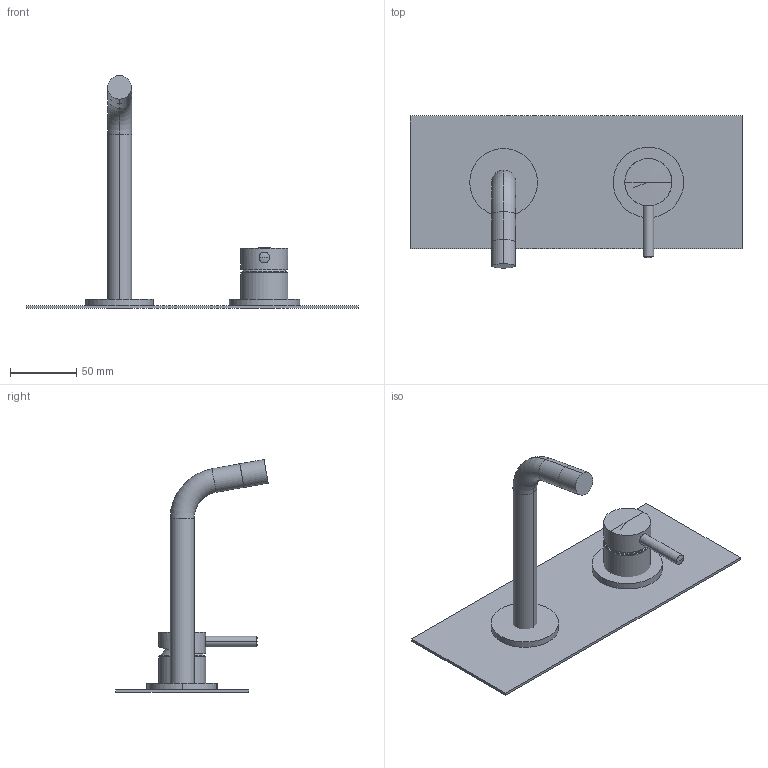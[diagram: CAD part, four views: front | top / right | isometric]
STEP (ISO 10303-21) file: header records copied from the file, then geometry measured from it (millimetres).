
FILE_DESCRIPTION((''),'2;1');
FILE_NAME('LIG101CR-M','2021-01-14T15:02:41',('ut3'),('PAFFONI SpA'),'CREO PARAMETRIC BY PTC INC, 2020044','CREO PARAMETRIC BY PTC INC, 2020044','');
FILE_SCHEMA(('CONFIG_CONTROL_DESIGN','SHAPE_APPEARANCE_LAYERS_GROUPS'));
Length unit declared in the file: millimetre
Products named in the file (1): LIG101CR-M
Bounding box: 250 x 114.78 x 175.38 mm (x, y, z)
Surface area: 81913.9 mm2 (no closed solid volume)
Topology: 0 solids, 10 shells, 55 faces, 128 edges, 82 vertices
Faces by surface type: plane 23, cylinder 20, cone 6, torus 4, sphere 2
Entity records: 2147 total; most frequent: CARTESIAN_POINT 403, DIRECTION 276, ORIENTED_EDGE 222, EDGE_CURVE 124, AXIS2_PLACEMENT_3D 109, VERTEX_POINT 82, FILL_AREA_STYLE_COLOUR 67, FILL_AREA_STYLE 67
